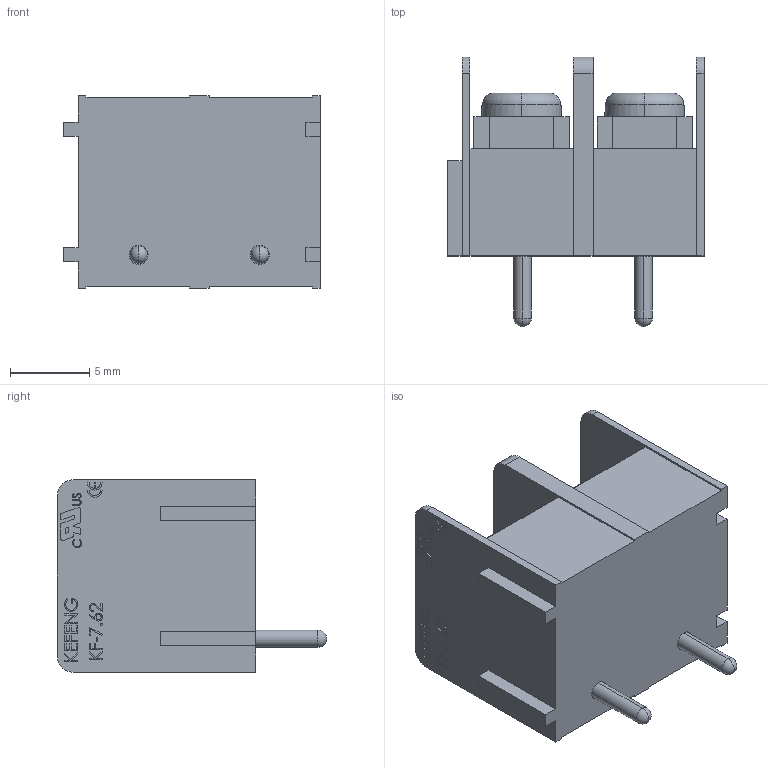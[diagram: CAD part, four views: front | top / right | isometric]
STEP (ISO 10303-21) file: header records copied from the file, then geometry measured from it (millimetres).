
FILE_DESCRIPTION (( 'STEP AP214' ), '1' );
FILE_NAME ('Bornera_7_62mm_2P.STEP', '2019-02-16T07:17:43', ( 'User' ), ( '' ), 'SwSTEP 2.0', 'SolidWorks 2013', '' );
FILE_SCHEMA (( 'AUTOMOTIVE_DESIGN' ));
Length unit declared in the file: millimetre
Products named in the file (5): Terminal; Tornillo; Arandela; Base; Bornera_7_62mm_2P
Assembly tree (7 placements, depth 2):
  Bornera_7_62mm_2P
    Base
    Arandela  x2
    Tornillo  x2
    Terminal  x2
Bounding box: 16.14 x 16.95 x 12.1 mm (x, y, z)
Volume: 1610 mm3; surface area: 1696 mm2
Topology: 7 solids, 7 shells, 576 faces, 1558 edges, 1036 vertices
Faces by surface type: plane 414, bspline 124, cylinder 28, torus 6, sphere 4
Entity records: 23140 total; most frequent: CARTESIAN_POINT 10233, ORIENTED_EDGE 2900, DIRECTION 2094, EDGE_CURVE 1450, LINE 1132, VECTOR 1132, VERTEX_POINT 966, EDGE_LOOP 580
